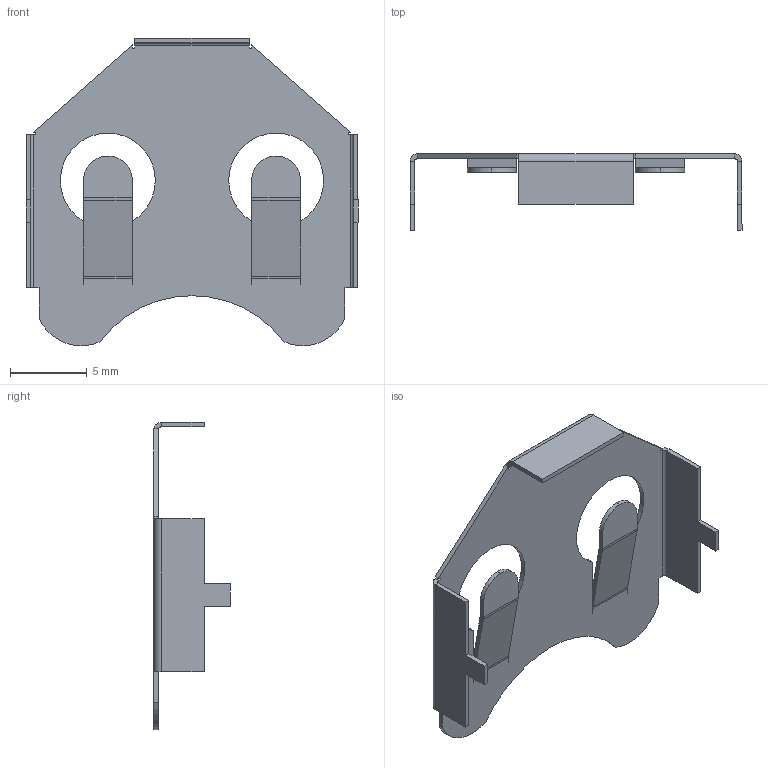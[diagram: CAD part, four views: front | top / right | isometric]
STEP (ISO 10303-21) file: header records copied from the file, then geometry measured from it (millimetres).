
FILE_DESCRIPTION (( 'STEP AP203' ), '1' );
FILE_NAME ('KLS5-CR2032-09B.STEP', '2022-06-28T07:03:35', ( '' ), ( '' ), 'SwSTEP 2.0', 'SolidWorks 2020', '' );
FILE_SCHEMA (( 'CONFIG_CONTROL_DESIGN' ));
Length unit declared in the file: millimetre
Products named in the file (1): KLS5-CR2032-09B
Bounding box: 21.7 x 5 x 20.1 mm (x, y, z)
Volume: 120 mm3; surface area: 856.2 mm2
Topology: 1 solids, 1 shells, 111 faces, 271 edges, 162 vertices
Faces by surface type: plane 85, cylinder 26
Entity records: 3254 total; most frequent: DIRECTION 547, CARTESIAN_POINT 545, ORIENTED_EDGE 542, EDGE_CURVE 271, LINE 219, VECTOR 219, AXIS2_PLACEMENT_3D 164, VERTEX_POINT 162
